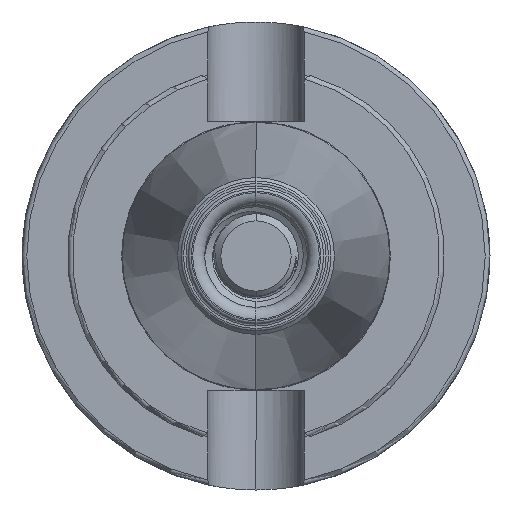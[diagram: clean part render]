
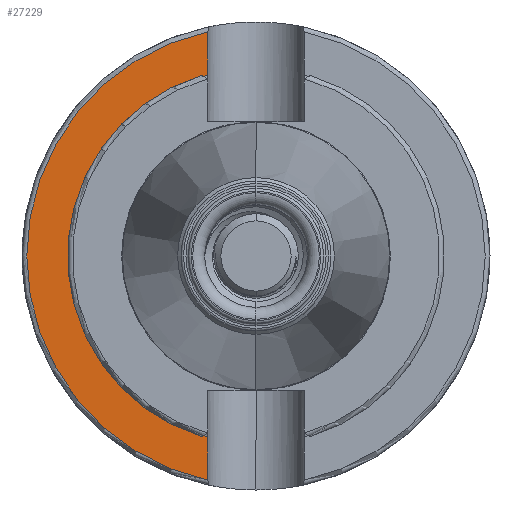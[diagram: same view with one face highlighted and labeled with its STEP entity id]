
A CAD part, left-side view. The second image highlights one B-rep face of the part: STEP entity #27229.
In plain terms, the highlighted planar face has unit normal (-1, 0, 0).
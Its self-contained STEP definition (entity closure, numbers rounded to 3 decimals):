
#2034 = FACE_OUTER_BOUND ( 'NONE', #9427, .T. ) ;
#3047 = AXIS2_PLACEMENT_3D ( 'NONE', #22773, #22759, #22736 ) ;
#4876 = LINE ( 'NONE', #8528, #4884 ) ;
#4884 = VECTOR ( 'NONE', #8506, 1000. ) ;
#8071 = VERTEX_POINT ( 'NONE', #24921 ) ;
#8096 = VERTEX_POINT ( 'NONE', #24931 ) ;
#8506 = DIRECTION ( 'NONE',  ( 0., 0., 1. ) ) ;
#8528 = CARTESIAN_POINT ( 'NONE',  ( 7., 8.003, -39. ) ) ;
#9427 = EDGE_LOOP ( 'NONE', ( #27097, #27104, #27110, #27091 ) ) ;
#10072 = VERTEX_POINT ( 'NONE', #24157 ) ;
#10084 = VERTEX_POINT ( 'NONE', #24118 ) ;
#13226 = EDGE_CURVE ( 'NONE', #10084, #8071, #14678, .T. ) ;
#13228 = EDGE_CURVE ( 'NONE', #8096, #8071, #14651, .T. ) ;
#13277 = EDGE_CURVE ( 'NONE', #8096, #10072, #14734, .T. ) ;
#13869 = AXIS2_PLACEMENT_3D ( 'NONE', #24199, #24200, #24202 ) ;
#13910 = AXIS2_PLACEMENT_3D ( 'NONE', #24416, #24442, #24425 ) ;
#14651 = LINE ( 'NONE', #24182, #14676 ) ;
#14676 = VECTOR ( 'NONE', #24272, 1000. ) ;
#14678 = CIRCLE ( 'NONE', #13869, 31.2 ) ;
#14734 = CIRCLE ( 'NONE', #13910, 38.2 ) ;
#19904 = EDGE_CURVE ( 'NONE', #10072, #10084, #4876, .T. ) ;
#22736 = DIRECTION ( 'NONE',  ( 0., 0., -1. ) ) ;
#22749 = PLANE ( 'NONE',  #3047 ) ;
#22759 = DIRECTION ( 'NONE',  ( 1., 0., 0. ) ) ;
#22773 = CARTESIAN_POINT ( 'NONE',  ( 7., 30.4, 0. ) ) ;
#24118 = CARTESIAN_POINT ( 'NONE',  ( 7., 8.003, -30.156 ) ) ;
#24157 = CARTESIAN_POINT ( 'NONE',  ( 7., 8.003, -37.352 ) ) ;
#24182 = CARTESIAN_POINT ( 'NONE',  ( 7., 8.003, 39. ) ) ;
#24199 = CARTESIAN_POINT ( 'NONE',  ( 7., 0., 0. ) ) ;
#24200 = DIRECTION ( 'NONE',  ( 1., 0., 0. ) ) ;
#24202 = DIRECTION ( 'NONE',  ( 0., 0., -1. ) ) ;
#24272 = DIRECTION ( 'NONE',  ( 0., 0., -1. ) ) ;
#24416 = CARTESIAN_POINT ( 'NONE',  ( 7., 0., 0. ) ) ;
#24425 = DIRECTION ( 'NONE',  ( 0., 0., -1. ) ) ;
#24442 = DIRECTION ( 'NONE',  ( -1., 0., 0. ) ) ;
#24921 = CARTESIAN_POINT ( 'NONE',  ( 7., 8.003, 30.156 ) ) ;
#24931 = CARTESIAN_POINT ( 'NONE',  ( 7., 8.003, 37.352 ) ) ;
#27091 = ORIENTED_EDGE ( 'NONE', *, *, #13228, .F. ) ;
#27097 = ORIENTED_EDGE ( 'NONE', *, *, #13277, .T. ) ;
#27104 = ORIENTED_EDGE ( 'NONE', *, *, #19904, .T. ) ;
#27110 = ORIENTED_EDGE ( 'NONE', *, *, #13226, .T. ) ;
#27229 = ADVANCED_FACE ( 'NONE', ( #2034 ), #22749, .F. ) ;
